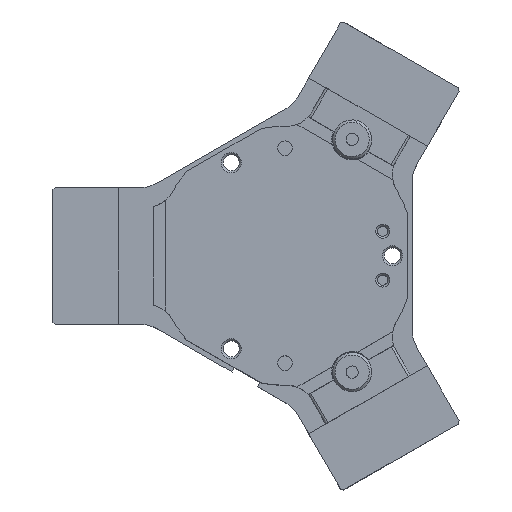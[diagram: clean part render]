
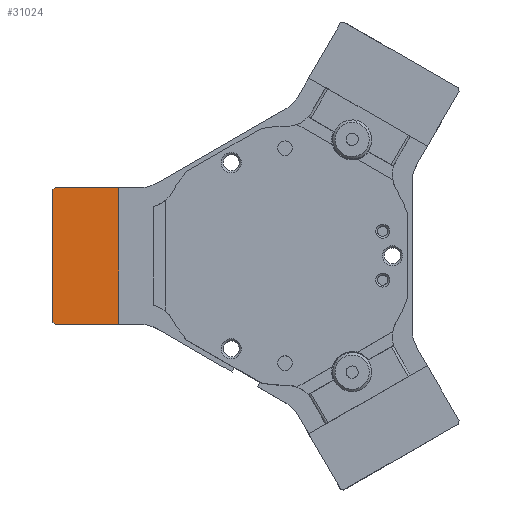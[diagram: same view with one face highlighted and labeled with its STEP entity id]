
A CAD part, top view. The second image highlights one B-rep face of the part: STEP entity #31024.
In plain terms, the highlighted face is planar.
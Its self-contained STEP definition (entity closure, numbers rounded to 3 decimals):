
#1908 = DIRECTION ( 'NONE',  ( 0., 1., 0. ) ) ;
#2662 = EDGE_CURVE ( 'NONE', #47064, #22038, #5684, .T. ) ;
#3747 = AXIS2_PLACEMENT_3D ( 'NONE', #20930, #1908, #9230 ) ;
#4698 = DIRECTION ( 'NONE',  ( 0., 0., -1. ) ) ;
#5684 = LINE ( 'NONE', #26253, #25963 ) ;
#8160 = CARTESIAN_POINT ( 'NONE',  ( 14., -10., 13.5 ) ) ;
#8850 = VECTOR ( 'NONE', #28400, 1000. ) ;
#9230 = DIRECTION ( 'NONE',  ( 0., 0., 1. ) ) ;
#10724 = DIRECTION ( 'NONE',  ( 0.707, 0., -0.707 ) ) ;
#11130 = DIRECTION ( 'NONE',  ( 1., 0., 0. ) ) ;
#12122 = LINE ( 'NONE', #38338, #31247 ) ;
#16144 = DIRECTION ( 'NONE',  ( 0., 0., -1. ) ) ;
#18759 = EDGE_CURVE ( 'NONE', #23647, #20535, #30959, .T. ) ;
#20535 = VERTEX_POINT ( 'NONE', #23143 ) ;
#20842 = EDGE_CURVE ( 'NONE', #26598, #47064, #26016, .T. ) ;
#20908 = FACE_OUTER_BOUND ( 'NONE', #44277, .T. ) ;
#20930 = CARTESIAN_POINT ( 'NONE',  ( -14., -10., 13.5 ) ) ;
#21772 = CARTESIAN_POINT ( 'NONE',  ( 13.5, -10., 0. ) ) ;
#22038 = VERTEX_POINT ( 'NONE', #21772 ) ;
#22262 = ORIENTED_EDGE ( 'NONE', *, *, #40836, .F. ) ;
#23130 = ORIENTED_EDGE ( 'NONE', *, *, #18759, .F. ) ;
#23143 = CARTESIAN_POINT ( 'NONE',  ( 14., -10., 0.5 ) ) ;
#23629 = VECTOR ( 'NONE', #10724, 1000. ) ;
#23647 = VERTEX_POINT ( 'NONE', #37247 ) ;
#24814 = CARTESIAN_POINT ( 'NONE',  ( -14., -10., 13.5 ) ) ;
#25953 = CARTESIAN_POINT ( 'NONE',  ( -14., -10., 0.5 ) ) ;
#25963 = VECTOR ( 'NONE', #37415, 1000. ) ;
#26016 = LINE ( 'NONE', #25953, #23629 ) ;
#26253 = CARTESIAN_POINT ( 'NONE',  ( -14., -10., 0. ) ) ;
#26598 = VERTEX_POINT ( 'NONE', #30195 ) ;
#27495 = CARTESIAN_POINT ( 'NONE',  ( -13.5, -10., 0. ) ) ;
#28400 = DIRECTION ( 'NONE',  ( 0.707, 0., 0.707 ) ) ;
#28793 = ORIENTED_EDGE ( 'NONE', *, *, #36601, .T. ) ;
#29156 = VECTOR ( 'NONE', #4698, 1000. ) ;
#30195 = CARTESIAN_POINT ( 'NONE',  ( -14., -10., 0.5 ) ) ;
#30367 = LINE ( 'NONE', #31713, #8850 ) ;
#30959 = LINE ( 'NONE', #8160, #29156 ) ;
#31024 = ADVANCED_FACE ( 'NONE', ( #20908 ), #32128, .F. ) ;
#31247 = VECTOR ( 'NONE', #11130, 1000. ) ;
#31455 = EDGE_CURVE ( 'NONE', #22038, #20535, #30367, .T. ) ;
#31713 = CARTESIAN_POINT ( 'NONE',  ( 14., -10., 0.5 ) ) ;
#32128 = PLANE ( 'NONE',  #3747 ) ;
#36601 = EDGE_CURVE ( 'NONE', #43624, #26598, #37175, .T. ) ;
#37175 = LINE ( 'NONE', #38528, #45499 ) ;
#37247 = CARTESIAN_POINT ( 'NONE',  ( 14., -10., 13.5 ) ) ;
#37415 = DIRECTION ( 'NONE',  ( 1., 0., 0. ) ) ;
#38338 = CARTESIAN_POINT ( 'NONE',  ( -14., -10., 13.5 ) ) ;
#38528 = CARTESIAN_POINT ( 'NONE',  ( -14., -10., 13.5 ) ) ;
#39697 = ORIENTED_EDGE ( 'NONE', *, *, #20842, .T. ) ;
#40265 = ORIENTED_EDGE ( 'NONE', *, *, #31455, .T. ) ;
#40836 = EDGE_CURVE ( 'NONE', #43624, #23647, #12122, .T. ) ;
#41049 = ORIENTED_EDGE ( 'NONE', *, *, #2662, .T. ) ;
#43624 = VERTEX_POINT ( 'NONE', #24814 ) ;
#44277 = EDGE_LOOP ( 'NONE', ( #28793, #39697, #41049, #40265, #23130, #22262 ) ) ;
#45499 = VECTOR ( 'NONE', #16144, 1000. ) ;
#47064 = VERTEX_POINT ( 'NONE', #27495 ) ;
